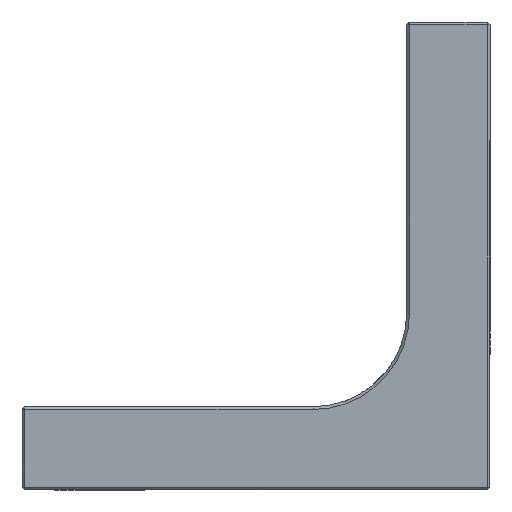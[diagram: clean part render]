
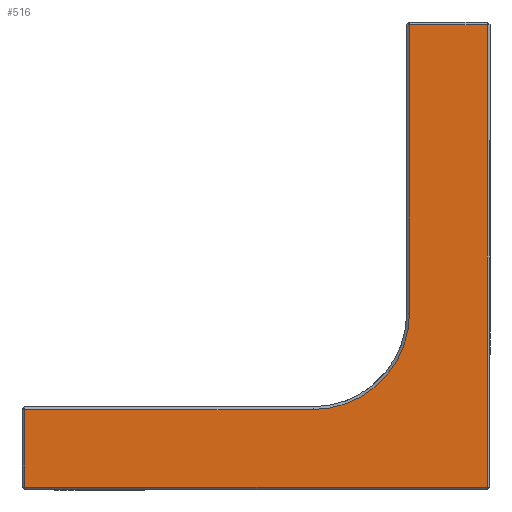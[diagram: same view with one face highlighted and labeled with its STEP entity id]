
A CAD part, left-side view. The second image highlights one B-rep face of the part: STEP entity #516.
In plain terms, the highlighted planar face has unit normal (-1, 0, 0).
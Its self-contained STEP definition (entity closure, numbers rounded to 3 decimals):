
#12 = CARTESIAN_POINT ( 'NONE',  ( -10., 0., 0. ) ) ;
#31 = VECTOR ( 'NONE', #670, 1000. ) ;
#39 = ORIENTED_EDGE ( 'NONE', *, *, #1034, .T. ) ;
#41 = EDGE_CURVE ( 'NONE', #264, #1553, #867, .T. ) ;
#56 = EDGE_CURVE ( 'NONE', #1553, #1066, #1834, .T. ) ;
#69 = LINE ( 'NONE', #1114, #1491 ) ;
#78 = EDGE_CURVE ( 'NONE', #1512, #199, #1531, .T. ) ;
#89 = CARTESIAN_POINT ( 'NONE',  ( -10., 0., 49.7 ) ) ;
#168 = FACE_OUTER_BOUND ( 'NONE', #1401, .T. ) ;
#199 = VERTEX_POINT ( 'NONE', #856 ) ;
#234 = ORIENTED_EDGE ( 'NONE', *, *, #41, .T. ) ;
#264 = VERTEX_POINT ( 'NONE', #1862 ) ;
#300 = VECTOR ( 'NONE', #771, 1000. ) ;
#333 = DIRECTION ( 'NONE',  ( 0., 0., -1. ) ) ;
#342 = VERTEX_POINT ( 'NONE', #377 ) ;
#369 = LINE ( 'NONE', #89, #300 ) ;
#370 = CARTESIAN_POINT ( 'NONE',  ( -10., 0., 0.3 ) ) ;
#377 = CARTESIAN_POINT ( 'NONE',  ( -10., 0.3, 49.7 ) ) ;
#438 = ORIENTED_EDGE ( 'NONE', *, *, #78, .T. ) ;
#450 = DIRECTION ( 'NONE',  ( 0., 0., -1. ) ) ;
#476 = DIRECTION ( 'NONE',  ( 1., 0., 0. ) ) ;
#486 = LINE ( 'NONE', #935, #1231 ) ;
#497 = DIRECTION ( 'NONE',  ( 0., 0., -1. ) ) ;
#516 = ADVANCED_FACE ( 'NONE', ( #168 ), #1039, .F. ) ;
#531 = AXIS2_PLACEMENT_3D ( 'NONE', #12, #476, #450 ) ;
#536 = CARTESIAN_POINT ( 'NONE',  ( -10., 49.7, 8.6 ) ) ;
#636 = DIRECTION ( 'NONE',  ( 0., 0., -1. ) ) ;
#639 = EDGE_CURVE ( 'NONE', #1183, #264, #486, .T. ) ;
#670 = DIRECTION ( 'NONE',  ( 0., 1., 0. ) ) ;
#699 = CARTESIAN_POINT ( 'NONE',  ( -10., 8.6, 49.7 ) ) ;
#714 = AXIS2_PLACEMENT_3D ( 'NONE', #781, #1355, #333 ) ;
#771 = DIRECTION ( 'NONE',  ( 0., 1., 0. ) ) ;
#781 = CARTESIAN_POINT ( 'NONE',  ( -10., 18.9, 18.9 ) ) ;
#796 = ORIENTED_EDGE ( 'NONE', *, *, #1384, .T. ) ;
#856 = CARTESIAN_POINT ( 'NONE',  ( -10., 0.3, 0.3 ) ) ;
#867 = CIRCLE ( 'NONE', #714, 10.3 ) ;
#935 = CARTESIAN_POINT ( 'NONE',  ( -10., 8.6, 0. ) ) ;
#991 = ORIENTED_EDGE ( 'NONE', *, *, #56, .T. ) ;
#1022 = EDGE_CURVE ( 'NONE', #342, #1183, #369, .T. ) ;
#1034 = EDGE_CURVE ( 'NONE', #1066, #1512, #1255, .T. ) ;
#1039 = PLANE ( 'NONE',  #531 ) ;
#1066 = VERTEX_POINT ( 'NONE', #536 ) ;
#1114 = CARTESIAN_POINT ( 'NONE',  ( -10., 0.3, 0. ) ) ;
#1153 = ORIENTED_EDGE ( 'NONE', *, *, #639, .T. ) ;
#1158 = CARTESIAN_POINT ( 'NONE',  ( -10., 49.7, 0.3 ) ) ;
#1183 = VERTEX_POINT ( 'NONE', #699 ) ;
#1199 = VECTOR ( 'NONE', #1664, 1000. ) ;
#1231 = VECTOR ( 'NONE', #497, 1000. ) ;
#1255 = LINE ( 'NONE', #1850, #1621 ) ;
#1355 = DIRECTION ( 'NONE',  ( 1., 0., 0. ) ) ;
#1384 = EDGE_CURVE ( 'NONE', #199, #342, #69, .T. ) ;
#1401 = EDGE_LOOP ( 'NONE', ( #39, #438, #796, #1757, #1153, #234, #991 ) ) ;
#1491 = VECTOR ( 'NONE', #1701, 1000. ) ;
#1512 = VERTEX_POINT ( 'NONE', #1158 ) ;
#1531 = LINE ( 'NONE', #370, #1199 ) ;
#1553 = VERTEX_POINT ( 'NONE', #1721 ) ;
#1621 = VECTOR ( 'NONE', #636, 1000. ) ;
#1664 = DIRECTION ( 'NONE',  ( 0., -1., 0. ) ) ;
#1693 = CARTESIAN_POINT ( 'NONE',  ( -10., 0., 8.6 ) ) ;
#1701 = DIRECTION ( 'NONE',  ( 0., 0., 1. ) ) ;
#1721 = CARTESIAN_POINT ( 'NONE',  ( -10., 18.9, 8.6 ) ) ;
#1757 = ORIENTED_EDGE ( 'NONE', *, *, #1022, .T. ) ;
#1834 = LINE ( 'NONE', #1693, #31 ) ;
#1850 = CARTESIAN_POINT ( 'NONE',  ( -10., 49.7, 0. ) ) ;
#1862 = CARTESIAN_POINT ( 'NONE',  ( -10., 8.6, 18.9 ) ) ;
